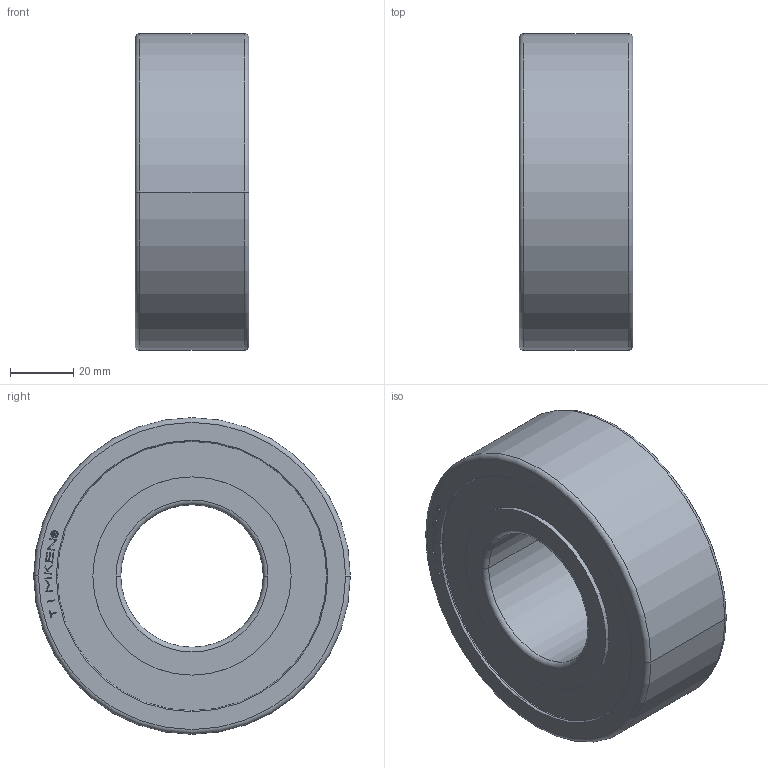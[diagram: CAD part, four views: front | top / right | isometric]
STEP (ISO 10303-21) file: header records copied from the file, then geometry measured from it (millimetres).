
FILE_DESCRIPTION(('starvars output'),'1');
FILE_NAME('62309-2RS.stp','19:08:32 2023/12/13',('TraceParts'),(' '),'Spatial InterOp 3D',' ',' ');
FILE_SCHEMA(('AUTOMOTIVE_DESIGN { 1 0 10303 214 3 1 1 }'));
Length unit declared in the file: millimetre
Products named in the file (1): 1
Bounding box: 36 x 100 x 100 mm (x, y, z)
Volume: 171876 mm3; surface area: 63823.5 mm2
Topology: 1 solids, 1 shells, 500 faces, 1424 edges, 948 vertices
Faces by surface type: plane 336, torus 64, cylinder 52, sphere 44, cone 4
Entity records: 24583 total; most frequent: CARTESIAN_POINT 7647, ORIENTED_EDGE 2848, DIRECTION 2444, EDGE_CURVE 1424, VERTEX_POINT 948, LINE 922, VECTOR 922, AXIS2_PLACEMENT_3D 761
